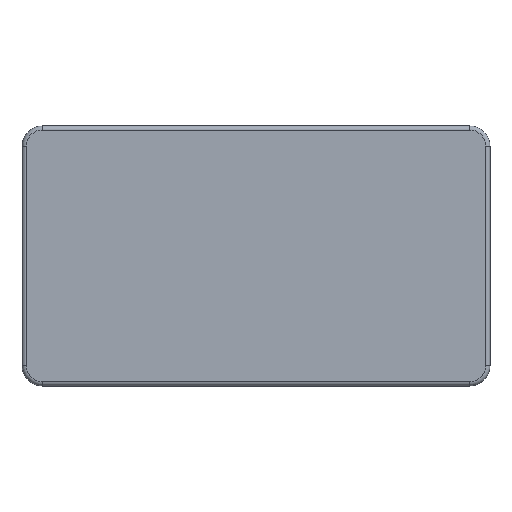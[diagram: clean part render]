
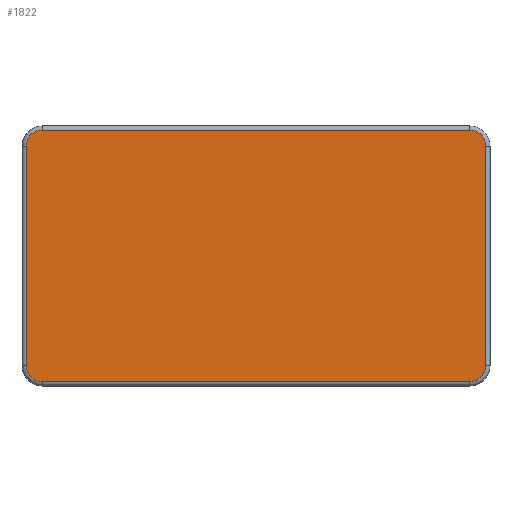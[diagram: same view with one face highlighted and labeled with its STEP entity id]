
A CAD part, top view. The second image highlights one B-rep face of the part: STEP entity #1822.
In plain terms, the highlighted planar face has unit normal (0, 0, 1).
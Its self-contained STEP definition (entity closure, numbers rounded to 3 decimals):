
#1822=ADVANCED_FACE('',(#4696),#4698,.T.);
#4696=FACE_BOUND('',#4697,.T.);
#4697=EDGE_LOOP('',(#6979,#6980,#6981,#6982,#6983,#6984,#6985,#6986));
#4698=PLANE('',#4699);
#4699=AXIS2_PLACEMENT_3D('',#4700,#4701,#4702);
#4700=CARTESIAN_POINT('',(0.,0.,26.3));
#4701=DIRECTION('',(0.,0.,1.));
#4702=DIRECTION('',(1.,0.,0.));
#6979=ORIENTED_EDGE('',*,*,#8302,.T.);
#6980=ORIENTED_EDGE('',*,*,#8300,.T.);
#6981=ORIENTED_EDGE('',*,*,#8298,.T.);
#6982=ORIENTED_EDGE('',*,*,#8296,.T.);
#6983=ORIENTED_EDGE('',*,*,#8294,.T.);
#6984=ORIENTED_EDGE('',*,*,#8292,.T.);
#6985=ORIENTED_EDGE('',*,*,#8306,.T.);
#6986=ORIENTED_EDGE('',*,*,#8304,.T.);
#8292=EDGE_CURVE('',#9383,#9381,#9384,.T.);
#8294=EDGE_CURVE('',#9386,#9383,#9387,.T.);
#8296=EDGE_CURVE('',#9389,#9386,#9390,.T.);
#8298=EDGE_CURVE('',#9392,#9389,#9393,.T.);
#8300=EDGE_CURVE('',#9395,#9392,#9396,.T.);
#8302=EDGE_CURVE('',#9398,#9395,#9399,.T.);
#8304=EDGE_CURVE('',#9401,#9398,#9402,.T.);
#8306=EDGE_CURVE('',#9381,#9401,#9404,.T.);
#9381=VERTEX_POINT('',#11653);
#9383=VERTEX_POINT('',#11658);
#9384=CIRCLE('',#11659,4.);
#9386=VERTEX_POINT('',#11667);
#9387=LINE('',#11668,#11669);
#9389=VERTEX_POINT('',#11675);
#9390=CIRCLE('',#11676,4.);
#9392=VERTEX_POINT('',#11684);
#9393=LINE('',#11685,#11686);
#9395=VERTEX_POINT('',#11692);
#9396=CIRCLE('',#11693,4.);
#9398=VERTEX_POINT('',#11701);
#9399=LINE('',#11702,#11703);
#9401=VERTEX_POINT('',#11709);
#9402=CIRCLE('',#11710,4.);
#9404=LINE('',#11718,#11719);
#11653=CARTESIAN_POINT('',(52.25,30.8,26.3));
#11658=CARTESIAN_POINT('',(56.25,26.8,26.3));
#11659=AXIS2_PLACEMENT_3D('',#11660,#11661,#11662);
#11660=CARTESIAN_POINT('',(52.25,26.8,26.3));
#11661=DIRECTION('',(0.,0.,1.));
#11662=DIRECTION('',(1.,0.,0.));
#11667=CARTESIAN_POINT('',(56.25,-26.8,26.3));
#11668=CARTESIAN_POINT('',(56.25,-26.8,26.3));
#11669=VECTOR('',#11670,1.);
#11670=DIRECTION('',(0.,1.,0.));
#11675=CARTESIAN_POINT('',(52.25,-30.8,26.3));
#11676=AXIS2_PLACEMENT_3D('',#11677,#11678,#11679);
#11677=CARTESIAN_POINT('',(52.25,-26.8,26.3));
#11678=DIRECTION('',(-0.,0.,1.));
#11679=DIRECTION('',(0.,-1.,0.));
#11684=CARTESIAN_POINT('',(-52.25,-30.8,26.3));
#11685=CARTESIAN_POINT('',(-52.25,-30.8,26.3));
#11686=VECTOR('',#11687,1.);
#11687=DIRECTION('',(1.,0.,0.));
#11692=CARTESIAN_POINT('',(-56.25,-26.8,26.3));
#11693=AXIS2_PLACEMENT_3D('',#11694,#11695,#11696);
#11694=CARTESIAN_POINT('',(-52.25,-26.8,26.3));
#11695=DIRECTION('',(0.,-0.,1.));
#11696=DIRECTION('',(-1.,0.,0.));
#11701=CARTESIAN_POINT('',(-56.25,26.8,26.3));
#11702=CARTESIAN_POINT('',(-56.25,26.8,26.3));
#11703=VECTOR('',#11704,1.);
#11704=DIRECTION('',(0.,-1.,0.));
#11709=CARTESIAN_POINT('',(-52.25,30.8,26.3));
#11710=AXIS2_PLACEMENT_3D('',#11711,#11712,#11713);
#11711=CARTESIAN_POINT('',(-52.25,26.8,26.3));
#11712=DIRECTION('',(0.,-0.,1.));
#11713=DIRECTION('',(0.,1.,0.));
#11718=CARTESIAN_POINT('',(52.25,30.8,26.3));
#11719=VECTOR('',#11720,1.);
#11720=DIRECTION('',(-1.,0.,0.));
